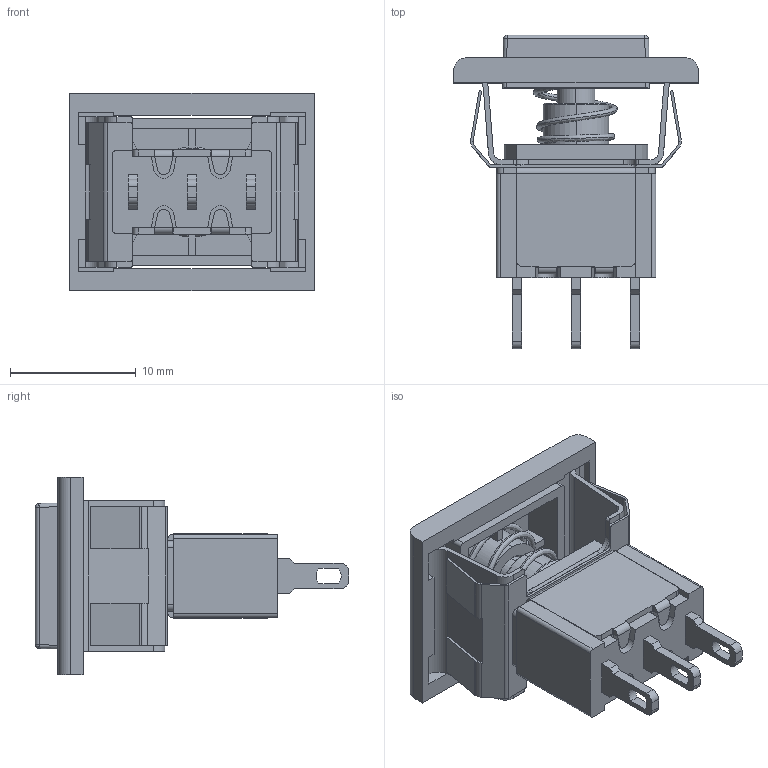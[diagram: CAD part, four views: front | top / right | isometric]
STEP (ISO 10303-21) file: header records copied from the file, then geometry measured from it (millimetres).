
FILE_DESCRIPTION((''),'2;1');
FILE_NAME('3MN-SP7-AP222-M1RE_ASM','2016-05-31T',('adamlydecker'),(''),'CREO PARAMETRIC BY PTC INC, 2015480','CREO PARAMETRIC BY PTC INC, 2015480','');
FILE_SCHEMA(('AUTOMOTIVE_DESIGN { 1 0 10303 214 1 1 1 1 }'));
Length unit declared in the file: inch
Products named in the file (12): CA032; WTE120; WTE121; WHO360-T; WSU120; WSU121; WPU027; CP001; WSP018; WBU085; CP018; 3MN-SP7-AP222-M1RE_ASM
Assembly tree (12 placements, depth 2):
  3MN-SP7-AP222-M1RE_ASM
    CA032
    WTE120
    WTE121  x2
    WHO360-T
    WSU120
    WSU121
    WPU027
    CP001
    WSP018
    WBU085
    CP018
Bounding box: 19.5 x 24.95 x 15.7 mm (x, y, z)
Volume: 1404.1 mm3; surface area: 4297.1 mm2
Topology: 12 solids, 12 shells, 614 faces, 1646 edges, 1060 vertices
Faces by surface type: plane 410, cylinder 172, bspline 14, torus 10, cone 4, sphere 4
Entity records: 28139 total; most frequent: CARTESIAN_POINT 4984, ORIENTED_EDGE 3078, DIRECTION 3027, PRESENTATION_STYLE_ASSIGNMENT 1607, EDGE_CURVE 1539, STYLED_ITEM 1533, CURVE_STYLE 1523, VECTOR 1161
